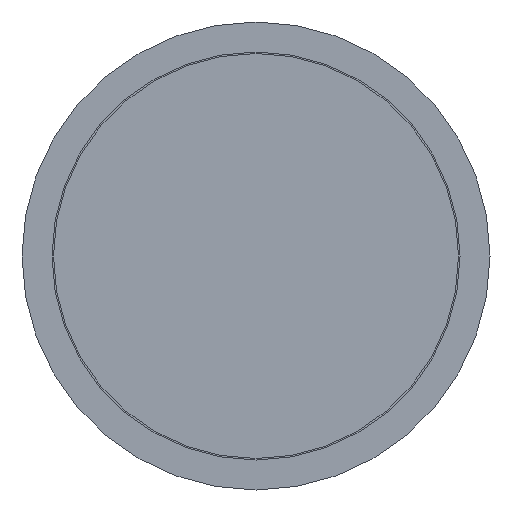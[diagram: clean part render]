
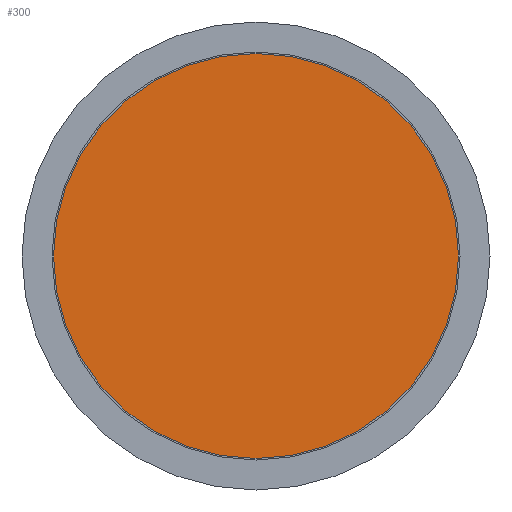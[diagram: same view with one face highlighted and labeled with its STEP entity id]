
A CAD part, front view. The second image highlights one B-rep face of the part: STEP entity #300.
In plain terms, the highlighted planar face has unit normal (0, -1, 0).
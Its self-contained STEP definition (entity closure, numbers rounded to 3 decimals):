
#10 = CIRCLE ( 'NONE', #155, 33.75 ) ;
#17 = PLANE ( 'NONE',  #427 ) ;
#155 = AXIS2_PLACEMENT_3D ( 'NONE', #219, #381, #183 ) ;
#157 = DIRECTION ( 'NONE',  ( 0., 0., 1. ) ) ;
#183 = DIRECTION ( 'NONE',  ( 0., 0., -1. ) ) ;
#188 = EDGE_CURVE ( 'NONE', #385, #385, #10, .T. ) ;
#219 = CARTESIAN_POINT ( 'NONE',  ( 0., 0., 0. ) ) ;
#243 = CARTESIAN_POINT ( 'NONE',  ( -33.75, 0., 0. ) ) ;
#251 = EDGE_LOOP ( 'NONE', ( #414 ) ) ;
#262 = CARTESIAN_POINT ( 'NONE',  ( 0., 0., -33.75 ) ) ;
#300 = ADVANCED_FACE ( 'NONE', ( #394 ), #17, .F. ) ;
#381 = DIRECTION ( 'NONE',  ( 0., -1., 0. ) ) ;
#385 = VERTEX_POINT ( 'NONE', #262 ) ;
#394 = FACE_OUTER_BOUND ( 'NONE', #251, .T. ) ;
#405 = DIRECTION ( 'NONE',  ( 0., 1., 0. ) ) ;
#414 = ORIENTED_EDGE ( 'NONE', *, *, #188, .T. ) ;
#427 = AXIS2_PLACEMENT_3D ( 'NONE', #243, #405, #157 ) ;
